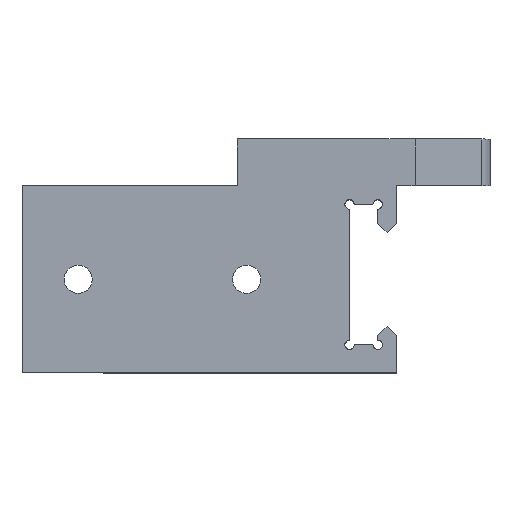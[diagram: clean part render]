
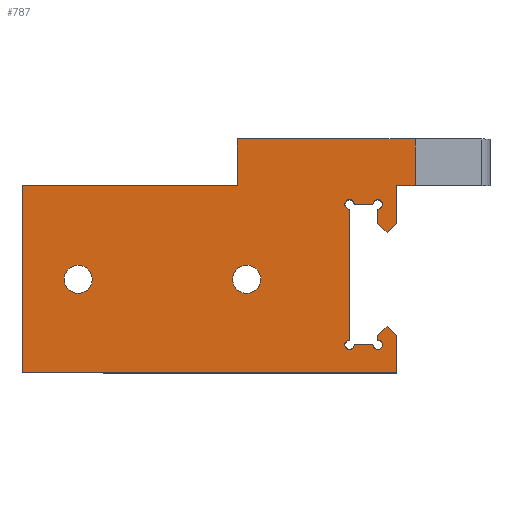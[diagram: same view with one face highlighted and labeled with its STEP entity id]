
A CAD part, top view. The second image highlights one B-rep face of the part: STEP entity #787.
In plain terms, the highlighted planar face has unit normal (0, 0, 1).
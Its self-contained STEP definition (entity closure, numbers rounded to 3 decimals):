
#17=FACE_BOUND('',#109,.T.);
#18=FACE_BOUND('',#110,.T.);
#30=PLANE('',#871);
#66=FACE_OUTER_BOUND('',#108,.T.);
#108=EDGE_LOOP('',(#605,#606,#607,#608,#609,#610,#611,#612,#613,#614,#615,
#616,#617,#618,#619,#620,#621,#622,#623,#624,#625,#626));
#109=EDGE_LOOP('',(#627,#628));
#110=EDGE_LOOP('',(#629,#630));
#152=LINE('',#1211,#235);
#161=LINE('',#1232,#244);
#167=LINE('',#1245,#250);
#171=LINE('',#1251,#254);
#173=LINE('',#1254,#256);
#174=LINE('',#1257,#257);
#175=LINE('',#1259,#258);
#176=LINE('',#1260,#259);
#177=LINE('',#1262,#260);
#178=LINE('',#1266,#261);
#179=LINE('',#1269,#262);
#180=LINE('',#1271,#263);
#181=LINE('',#1273,#264);
#182=LINE('',#1274,#265);
#183=LINE('',#1276,#266);
#184=LINE('',#1278,#267);
#185=LINE('',#1280,#268);
#186=LINE('',#1281,#269);
#235=VECTOR('',#983,1000.);
#244=VECTOR('',#998,1000.);
#250=VECTOR('',#1006,1000.);
#254=VECTOR('',#1012,1000.);
#256=VECTOR('',#1016,1000.);
#257=VECTOR('',#1019,1000.);
#258=VECTOR('',#1020,1000.);
#259=VECTOR('',#1021,1000.);
#260=VECTOR('',#1022,1000.);
#261=VECTOR('',#1025,1000.);
#262=VECTOR('',#1028,1000.);
#263=VECTOR('',#1029,1000.);
#264=VECTOR('',#1030,1000.);
#265=VECTOR('',#1031,1000.);
#266=VECTOR('',#1032,1000.);
#267=VECTOR('',#1033,1000.);
#268=VECTOR('',#1034,1000.);
#269=VECTOR('',#1035,1000.);
#307=CIRCLE('',#835,0.5);
#309=CIRCLE('',#838,0.5);
#322=CIRCLE('',#855,1.5);
#323=CIRCLE('',#856,1.5);
#326=CIRCLE('',#860,1.5);
#327=CIRCLE('',#861,1.5);
#330=CIRCLE('',#872,0.5);
#331=CIRCLE('',#873,0.5);
#340=VERTEX_POINT('',#1139);
#341=VERTEX_POINT('',#1141);
#344=VERTEX_POINT('',#1148);
#345=VERTEX_POINT('',#1150);
#358=VERTEX_POINT('',#1184);
#359=VERTEX_POINT('',#1185);
#362=VERTEX_POINT('',#1194);
#363=VERTEX_POINT('',#1195);
#367=VERTEX_POINT('',#1205);
#369=VERTEX_POINT('',#1209);
#377=VERTEX_POINT('',#1230);
#378=VERTEX_POINT('',#1231);
#383=VERTEX_POINT('',#1242);
#384=VERTEX_POINT('',#1244);
#385=VERTEX_POINT('',#1249);
#386=VERTEX_POINT('',#1256);
#387=VERTEX_POINT('',#1258);
#388=VERTEX_POINT('',#1261);
#389=VERTEX_POINT('',#1263);
#390=VERTEX_POINT('',#1265);
#391=VERTEX_POINT('',#1267);
#392=VERTEX_POINT('',#1270);
#393=VERTEX_POINT('',#1272);
#394=VERTEX_POINT('',#1275);
#395=VERTEX_POINT('',#1277);
#396=VERTEX_POINT('',#1279);
#419=EDGE_CURVE('',#340,#341,#307,.T.);
#423=EDGE_CURVE('',#344,#345,#309,.T.);
#440=EDGE_CURVE('',#358,#359,#322,.T.);
#441=EDGE_CURVE('',#359,#358,#323,.T.);
#445=EDGE_CURVE('',#362,#363,#326,.T.);
#446=EDGE_CURVE('',#363,#362,#327,.T.);
#453=EDGE_CURVE('',#367,#369,#152,.T.);
#462=EDGE_CURVE('',#377,#378,#161,.T.);
#468=EDGE_CURVE('',#384,#383,#167,.T.);
#472=EDGE_CURVE('',#369,#385,#171,.T.);
#474=EDGE_CURVE('',#385,#384,#173,.T.);
#475=EDGE_CURVE('',#383,#386,#174,.T.);
#476=EDGE_CURVE('',#386,#387,#175,.T.);
#477=EDGE_CURVE('',#341,#387,#176,.T.);
#478=EDGE_CURVE('',#388,#340,#177,.T.);
#479=EDGE_CURVE('',#389,#388,#330,.T.);
#480=EDGE_CURVE('',#390,#389,#178,.T.);
#481=EDGE_CURVE('',#391,#390,#331,.T.);
#482=EDGE_CURVE('',#345,#391,#179,.T.);
#483=EDGE_CURVE('',#392,#344,#180,.T.);
#484=EDGE_CURVE('',#392,#393,#181,.T.);
#485=EDGE_CURVE('',#393,#377,#182,.T.);
#486=EDGE_CURVE('',#378,#394,#183,.T.);
#487=EDGE_CURVE('',#394,#395,#184,.T.);
#488=EDGE_CURVE('',#396,#395,#185,.T.);
#489=EDGE_CURVE('',#396,#367,#186,.T.);
#605=ORIENTED_EDGE('',*,*,#468,.T.);
#606=ORIENTED_EDGE('',*,*,#475,.T.);
#607=ORIENTED_EDGE('',*,*,#476,.T.);
#608=ORIENTED_EDGE('',*,*,#477,.F.);
#609=ORIENTED_EDGE('',*,*,#419,.F.);
#610=ORIENTED_EDGE('',*,*,#478,.F.);
#611=ORIENTED_EDGE('',*,*,#479,.F.);
#612=ORIENTED_EDGE('',*,*,#480,.F.);
#613=ORIENTED_EDGE('',*,*,#481,.F.);
#614=ORIENTED_EDGE('',*,*,#482,.F.);
#615=ORIENTED_EDGE('',*,*,#423,.F.);
#616=ORIENTED_EDGE('',*,*,#483,.F.);
#617=ORIENTED_EDGE('',*,*,#484,.T.);
#618=ORIENTED_EDGE('',*,*,#485,.T.);
#619=ORIENTED_EDGE('',*,*,#462,.T.);
#620=ORIENTED_EDGE('',*,*,#486,.T.);
#621=ORIENTED_EDGE('',*,*,#487,.T.);
#622=ORIENTED_EDGE('',*,*,#488,.F.);
#623=ORIENTED_EDGE('',*,*,#489,.T.);
#624=ORIENTED_EDGE('',*,*,#453,.T.);
#625=ORIENTED_EDGE('',*,*,#472,.T.);
#626=ORIENTED_EDGE('',*,*,#474,.T.);
#627=ORIENTED_EDGE('',*,*,#440,.T.);
#628=ORIENTED_EDGE('',*,*,#441,.T.);
#629=ORIENTED_EDGE('',*,*,#445,.T.);
#630=ORIENTED_EDGE('',*,*,#446,.T.);
#787=ADVANCED_FACE('',(#66,#17,#18),#30,.T.);
#835=AXIS2_PLACEMENT_3D('',#1142,#912,#913);
#838=AXIS2_PLACEMENT_3D('',#1151,#920,#921);
#855=AXIS2_PLACEMENT_3D('',#1186,#958,#959);
#856=AXIS2_PLACEMENT_3D('',#1187,#960,#961);
#860=AXIS2_PLACEMENT_3D('',#1196,#969,#970);
#861=AXIS2_PLACEMENT_3D('',#1197,#971,#972);
#871=AXIS2_PLACEMENT_3D('',#1255,#1017,#1018);
#872=AXIS2_PLACEMENT_3D('',#1264,#1023,#1024);
#873=AXIS2_PLACEMENT_3D('',#1268,#1026,#1027);
#912=DIRECTION('center_axis',(0.,0.,1.));
#913=DIRECTION('ref_axis',(-1.,0.,0.));
#920=DIRECTION('center_axis',(0.,0.,1.));
#921=DIRECTION('ref_axis',(1.,0.,0.));
#958=DIRECTION('center_axis',(0.,0.,-1.));
#959=DIRECTION('ref_axis',(-1.,0.,0.));
#960=DIRECTION('center_axis',(0.,0.,-1.));
#961=DIRECTION('ref_axis',(-1.,0.,0.));
#969=DIRECTION('center_axis',(0.,0.,-1.));
#970=DIRECTION('ref_axis',(1.,0.,0.));
#971=DIRECTION('center_axis',(0.,0.,-1.));
#972=DIRECTION('ref_axis',(1.,0.,0.));
#983=DIRECTION('',(-1.,0.,0.));
#998=DIRECTION('',(0.,1.,0.));
#1006=DIRECTION('',(0.,1.,0.));
#1012=DIRECTION('',(0.,-1.,0.));
#1016=DIRECTION('',(1.,0.,0.));
#1017=DIRECTION('center_axis',(0.,0.,1.));
#1018=DIRECTION('ref_axis',(1.,0.,0.));
#1019=DIRECTION('',(-0.707,0.707,0.));
#1020=DIRECTION('',(-0.707,-0.707,0.));
#1021=DIRECTION('',(0.,1.,0.));
#1022=DIRECTION('',(1.,0.,0.));
#1023=DIRECTION('center_axis',(0.,0.,1.));
#1024=DIRECTION('ref_axis',(-1.,0.,0.));
#1025=DIRECTION('',(0.,-1.,0.));
#1026=DIRECTION('center_axis',(0.,0.,1.));
#1027=DIRECTION('ref_axis',(1.,0.,0.));
#1028=DIRECTION('',(-1.,0.,0.));
#1029=DIRECTION('',(0.,1.,0.));
#1030=DIRECTION('',(0.707,-0.707,0.));
#1031=DIRECTION('',(0.707,0.707,0.));
#1032=DIRECTION('',(1.,0.,0.));
#1033=DIRECTION('',(0.,1.,0.));
#1034=DIRECTION('',(1.,0.,0.));
#1035=DIRECTION('',(0.,-1.,0.));
#1139=CARTESIAN_POINT('',(17.5,-7.,15.));
#1141=CARTESIAN_POINT('',(18.,-6.5,15.));
#1142=CARTESIAN_POINT('Origin',(18.,-7.,15.));
#1148=CARTESIAN_POINT('',(18.,7.5,15.));
#1150=CARTESIAN_POINT('',(17.5,8.,15.));
#1151=CARTESIAN_POINT('Origin',(18.,8.,15.));
#1184=CARTESIAN_POINT('',(2.5,0.,15.));
#1185=CARTESIAN_POINT('',(5.5,0.,15.));
#1186=CARTESIAN_POINT('Origin',(4.,0.,15.));
#1187=CARTESIAN_POINT('Origin',(4.,0.,15.));
#1194=CARTESIAN_POINT('',(-15.5,0.,15.));
#1195=CARTESIAN_POINT('',(-12.5,0.,15.));
#1196=CARTESIAN_POINT('Origin',(-14.,0.,15.));
#1197=CARTESIAN_POINT('Origin',(-14.,0.,15.));
#1205=CARTESIAN_POINT('',(3.,10.,15.));
#1209=CARTESIAN_POINT('',(-20.,10.,15.));
#1211=CARTESIAN_POINT('',(-20.,10.,15.));
#1230=CARTESIAN_POINT('',(20.,6.,15.));
#1231=CARTESIAN_POINT('',(20.,10.,15.));
#1232=CARTESIAN_POINT('',(20.,10.,15.));
#1242=CARTESIAN_POINT('',(20.,-6.,15.));
#1244=CARTESIAN_POINT('',(20.,-10.,15.));
#1245=CARTESIAN_POINT('',(20.,10.,15.));
#1249=CARTESIAN_POINT('',(-20.,-10.,15.));
#1251=CARTESIAN_POINT('',(-20.,10.,15.));
#1254=CARTESIAN_POINT('',(-20.,-10.,15.));
#1255=CARTESIAN_POINT('Origin',(0.,0.,15.));
#1256=CARTESIAN_POINT('',(19.,-5.,15.));
#1257=CARTESIAN_POINT('',(7.,7.,15.));
#1258=CARTESIAN_POINT('',(18.,-6.,15.));
#1259=CARTESIAN_POINT('',(12.,-12.,15.));
#1260=CARTESIAN_POINT('',(18.,8.,15.));
#1261=CARTESIAN_POINT('',(15.5,-7.,15.));
#1262=CARTESIAN_POINT('',(18.,-7.,15.));
#1263=CARTESIAN_POINT('',(15.,-6.5,15.));
#1264=CARTESIAN_POINT('Origin',(15.,-7.,15.));
#1265=CARTESIAN_POINT('',(15.,7.5,15.));
#1266=CARTESIAN_POINT('',(15.,8.,15.));
#1267=CARTESIAN_POINT('',(15.5,8.,15.));
#1268=CARTESIAN_POINT('Origin',(15.,8.,15.));
#1269=CARTESIAN_POINT('',(18.,8.,15.));
#1270=CARTESIAN_POINT('',(18.,6.,15.));
#1271=CARTESIAN_POINT('',(18.,8.,15.));
#1272=CARTESIAN_POINT('',(19.,5.,15.));
#1273=CARTESIAN_POINT('',(12.,12.,15.));
#1274=CARTESIAN_POINT('',(7.,-7.,15.));
#1275=CARTESIAN_POINT('',(22.,10.,15.));
#1276=CARTESIAN_POINT('',(0.,10.,15.));
#1277=CARTESIAN_POINT('',(22.,15.,15.));
#1278=CARTESIAN_POINT('',(22.,10.,15.));
#1279=CARTESIAN_POINT('',(3.,15.,15.));
#1280=CARTESIAN_POINT('',(3.,15.,15.));
#1281=CARTESIAN_POINT('',(3.,15.,15.));
